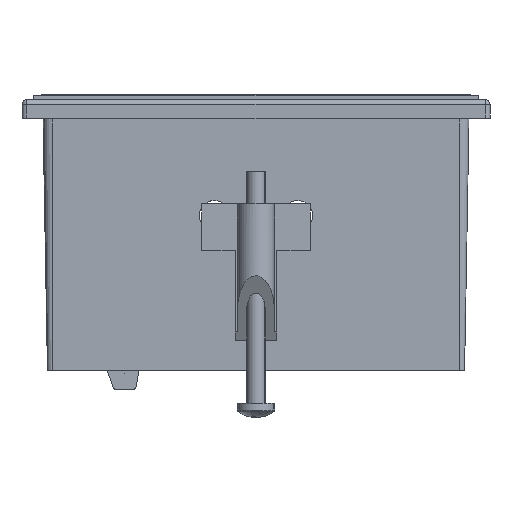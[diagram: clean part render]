
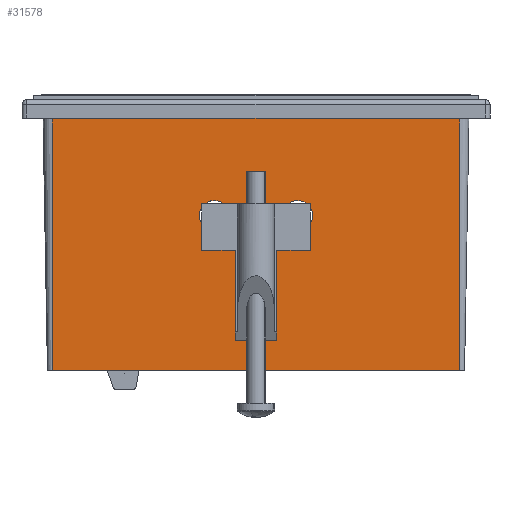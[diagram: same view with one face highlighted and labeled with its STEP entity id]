
A CAD part, left-side view. The second image highlights one B-rep face of the part: STEP entity #31578.
In plain terms, the highlighted planar face has unit normal (-1, 0, -0.018).
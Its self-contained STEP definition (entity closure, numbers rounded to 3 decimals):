
#745 = ORIENTED_EDGE ( 'NONE', *, *, #33177, .F. ) ;
#746 = ORIENTED_EDGE ( 'NONE', *, *, #32674, .F. ) ;
#747 = ORIENTED_EDGE ( 'NONE', *, *, #33179, .T. ) ;
#748 = ORIENTED_EDGE ( 'NONE', *, *, #33182, .F. ) ;
#749 = ORIENTED_EDGE ( 'NONE', *, *, #33165, .F. ) ;
#750 = ORIENTED_EDGE ( 'NONE', *, *, #33175, .T. ) ;
#751 = ORIENTED_EDGE ( 'NONE', *, *, #33156, .F. ) ;
#752 = ORIENTED_EDGE ( 'NONE', *, *, #32726, .F. ) ;
#2028 = EDGE_LOOP ( 'NONE', ( #745, #746 ) ) ;
#2041 = EDGE_LOOP ( 'NONE', ( #747, #748, #749, #750 ) ) ;
#2652 = EDGE_LOOP ( 'NONE', ( #751, #752 ) ) ;
#13315 = VERTEX_POINT ( 'NONE', #28769 ) ;
#15223 = CARTESIAN_POINT ( 'NONE',  ( -46., -44., -3. ) ) ;
#15235 = CARTESIAN_POINT ( 'NONE',  ( -45.014, -44., -59.5 ) ) ;
#15290 = CARTESIAN_POINT ( 'NONE',  ( -45.542, 9., -29.25 ) ) ;
#15315 = CARTESIAN_POINT ( 'NONE',  ( -45.542, -9., -29.25 ) ) ;
#15328 = CARTESIAN_POINT ( 'NONE',  ( -45.655, -9., -22.75 ) ) ;
#15823 = AXIS2_PLACEMENT_3D ( 'NONE', #34803, #34805, #34806 ) ;
#17477 = CARTESIAN_POINT ( 'NONE',  ( -45.014, 44., -59.5 ) ) ;
#17819 = CARTESIAN_POINT ( 'NONE',  ( -46., 44., -3. ) ) ;
#22460 = LINE ( 'NONE', #30026, #22476 ) ;
#22476 = VECTOR ( 'NONE', #30030, 1000. ) ;
#22489 = LINE ( 'NONE', #30055, #22490 ) ;
#22490 = VECTOR ( 'NONE', #30056, 1000. ) ;
#22492 = VECTOR ( 'NONE', #30075, 1000. ) ;
#22494 = LINE ( 'NONE', #30064, #22495 ) ;
#22495 = VECTOR ( 'NONE', #30065, 1000. ) ;
#22497 = LINE ( 'NONE', #30074, #22492 ) ;
#22905 = CARTESIAN_POINT ( 'NONE',  ( -45.542, 9., -29.25 ) ) ;
#22909 = CARTESIAN_POINT ( 'NONE',  ( -45.542, 2.5, -29.25 ) ) ;
#22910 = CARTESIAN_POINT ( 'NONE',  ( -45.655, 2.5, -22.75 ) ) ;
#22911 = CARTESIAN_POINT ( 'NONE',  ( -45.655, 9., -22.75 ) ) ;
#23026 = CARTESIAN_POINT ( 'NONE',  ( -45.542, -9., -29.25 ) ) ;
#23029 = CARTESIAN_POINT ( 'NONE',  ( -45.542, -15.5, -29.25 ) ) ;
#23030 = CARTESIAN_POINT ( 'NONE',  ( -45.655, -15.5, -22.75 ) ) ;
#23031 = CARTESIAN_POINT ( 'NONE',  ( -45.655, -9., -22.75 ) ) ;
#23797 =( BOUNDED_CURVE ( )  B_SPLINE_CURVE ( 3, ( #22905, #22909, #22910, #22911 ),
 .UNSPECIFIED., .F., .T. ) 
 B_SPLINE_CURVE_WITH_KNOTS ( ( 4, 4 ),
 ( 3.142, 6.283 ),
 .UNSPECIFIED. ) 
 CURVE ( )  GEOMETRIC_REPRESENTATION_ITEM ( )  RATIONAL_B_SPLINE_CURVE ( ( 1., 0.333, 0.333, 1. ) ) 
 REPRESENTATION_ITEM ( '' )  );
#23799 =( BOUNDED_CURVE ( )  B_SPLINE_CURVE ( 3, ( #29991, #30008, #30009, #30010 ),
 .UNSPECIFIED., .F., .T. ) 
 B_SPLINE_CURVE_WITH_KNOTS ( ( 4, 4 ),
 ( 0., 3.142 ),
 .UNSPECIFIED. ) 
 CURVE ( )  GEOMETRIC_REPRESENTATION_ITEM ( )  RATIONAL_B_SPLINE_CURVE ( ( 1., 0.333, 0.333, 1. ) ) 
 REPRESENTATION_ITEM ( '' )  );
#23800 =( BOUNDED_CURVE ( )  B_SPLINE_CURVE ( 3, ( #30054, #30059, #30060, #30061 ),
 .UNSPECIFIED., .F., .T. ) 
 B_SPLINE_CURVE_WITH_KNOTS ( ( 4, 4 ),
 ( 0., 3.142 ),
 .UNSPECIFIED. ) 
 CURVE ( )  GEOMETRIC_REPRESENTATION_ITEM ( )  RATIONAL_B_SPLINE_CURVE ( ( 1., 0.333, 0.333, 1. ) ) 
 REPRESENTATION_ITEM ( '' )  );
#23802 =( BOUNDED_CURVE ( )  B_SPLINE_CURVE ( 3, ( #23026, #23029, #23030, #23031 ),
 .UNSPECIFIED., .F., .T. ) 
 B_SPLINE_CURVE_WITH_KNOTS ( ( 4, 4 ),
 ( 3.142, 6.283 ),
 .UNSPECIFIED. ) 
 CURVE ( )  GEOMETRIC_REPRESENTATION_ITEM ( )  RATIONAL_B_SPLINE_CURVE ( ( 1., 0.333, 0.333, 1. ) ) 
 REPRESENTATION_ITEM ( '' )  );
#24013 = VERTEX_POINT ( 'NONE', #15223 ) ;
#24018 = VERTEX_POINT ( 'NONE', #15235 ) ;
#24040 = VERTEX_POINT ( 'NONE', #15290 ) ;
#24050 = VERTEX_POINT ( 'NONE', #15315 ) ;
#24055 = VERTEX_POINT ( 'NONE', #15328 ) ;
#24916 = VERTEX_POINT ( 'NONE', #17477 ) ;
#25069 = VERTEX_POINT ( 'NONE', #17819 ) ;
#28769 = CARTESIAN_POINT ( 'NONE',  ( -45.655, 9., -22.75 ) ) ;
#29991 = CARTESIAN_POINT ( 'NONE',  ( -45.655, -9., -22.75 ) ) ;
#30008 = CARTESIAN_POINT ( 'NONE',  ( -45.655, -2.5, -22.75 ) ) ;
#30009 = CARTESIAN_POINT ( 'NONE',  ( -45.542, -2.5, -29.25 ) ) ;
#30010 = CARTESIAN_POINT ( 'NONE',  ( -45.542, -9., -29.25 ) ) ;
#30026 = CARTESIAN_POINT ( 'NONE',  ( -45.014, -44., -59.5 ) ) ;
#30030 = DIRECTION ( 'NONE',  ( 0., 1., 0. ) ) ;
#30054 = CARTESIAN_POINT ( 'NONE',  ( -45.655, 9., -22.75 ) ) ;
#30055 = CARTESIAN_POINT ( 'NONE',  ( -46., -44., -3. ) ) ;
#30056 = DIRECTION ( 'NONE',  ( -0.017, 0., 1. ) ) ;
#30059 = CARTESIAN_POINT ( 'NONE',  ( -45.655, 15.5, -22.75 ) ) ;
#30060 = CARTESIAN_POINT ( 'NONE',  ( -45.542, 15.5, -29.25 ) ) ;
#30061 = CARTESIAN_POINT ( 'NONE',  ( -45.542, 9., -29.25 ) ) ;
#30064 = CARTESIAN_POINT ( 'NONE',  ( -46., -44., -3. ) ) ;
#30065 = DIRECTION ( 'NONE',  ( 0., 1., 0. ) ) ;
#30074 = CARTESIAN_POINT ( 'NONE',  ( -46., 44., -3. ) ) ;
#30075 = DIRECTION ( 'NONE',  ( -0.017, 0., 1. ) ) ;
#31578 = ADVANCED_FACE ( 'NONE', ( #35670, #35663, #35672 ), #34804, .T. ) ;
#32674 = EDGE_CURVE ( 'NONE', #24040, #13315, #23797, .T. ) ;
#32726 = EDGE_CURVE ( 'NONE', #24050, #24055, #23802, .T. ) ;
#33156 = EDGE_CURVE ( 'NONE', #24055, #24050, #23799, .T. ) ;
#33165 = EDGE_CURVE ( 'NONE', #24018, #24916, #22460, .T. ) ;
#33175 = EDGE_CURVE ( 'NONE', #24018, #24013, #22489, .T. ) ;
#33177 = EDGE_CURVE ( 'NONE', #13315, #24040, #23800, .T. ) ;
#33179 = EDGE_CURVE ( 'NONE', #24013, #25069, #22494, .T. ) ;
#33182 = EDGE_CURVE ( 'NONE', #24916, #25069, #22497, .T. ) ;
#34803 = CARTESIAN_POINT ( 'NONE',  ( -46., -44., -3. ) ) ;
#34804 = PLANE ( 'NONE',  #15823 ) ;
#34805 = DIRECTION ( 'NONE',  ( -1., 0., -0.017 ) ) ;
#34806 = DIRECTION ( 'NONE',  ( -0.017, 0., 1. ) ) ;
#35663 = FACE_OUTER_BOUND ( 'NONE', #2041, .T. ) ;
#35670 = FACE_BOUND ( 'NONE', #2028, .T. ) ;
#35672 = FACE_BOUND ( 'NONE', #2652, .T. ) ;
